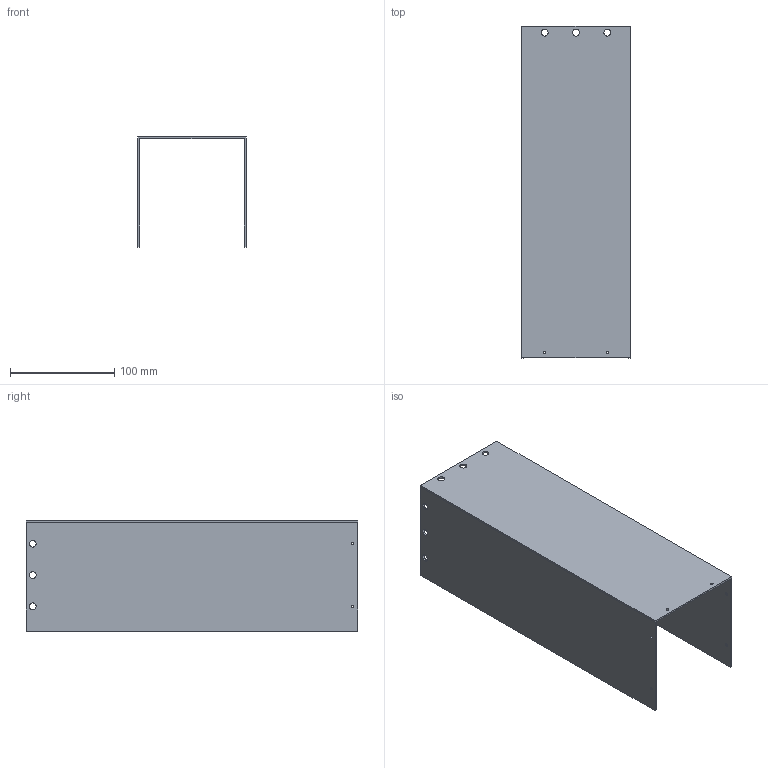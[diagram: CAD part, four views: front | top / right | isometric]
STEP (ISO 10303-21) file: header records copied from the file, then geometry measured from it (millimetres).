
FILE_DESCRIPTION(('FreeCAD Model'),'2;1');
FILE_NAME('Open CASCADE Shape Model','2023-07-05T17:03:44',('Author'),( ''),'Open CASCADE STEP processor 7.6','FreeCAD','Unknown');
FILE_SCHEMA(('AUTOMOTIVE_DESIGN { 1 0 10303 214 1 1 1 1 }'));
Length unit declared in the file: millimetre
Products named in the file (1): Cut001 (Solid)
Bounding box: 103.6 x 317.7 x 105.4 mm (x, y, z)
Volume: 177131 mm3; surface area: 199492.1 mm2
Topology: 1 solids, 1 shells, 31 faces, 79 edges, 50 vertices
Faces by surface type: plane 16, cylinder 15
Full cylindrical faces by diameter (mm): 2.4 x6, 6.6 x9
Entity records: 2128 total; most frequent: CARTESIAN_POINT 475, DIRECTION 305, LINE 177, VECTOR 177, ORIENTED_EDGE 158, PCURVE 158, DEFINITIONAL_REPRESENTATION 158, EDGE_CURVE 79
